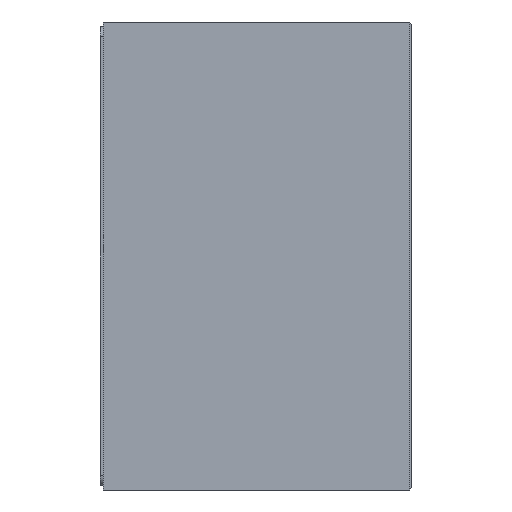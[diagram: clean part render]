
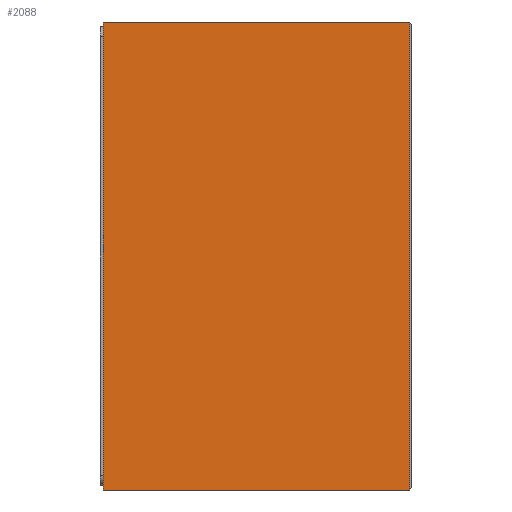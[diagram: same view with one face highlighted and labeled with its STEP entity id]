
A CAD part, left-side view. The second image highlights one B-rep face of the part: STEP entity #2088.
In plain terms, the highlighted planar face has unit normal (-1, 0, 0).
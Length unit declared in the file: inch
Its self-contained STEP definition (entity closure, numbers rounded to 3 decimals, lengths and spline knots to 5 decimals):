
#106 = LINE ( 'NONE', #1429, #808 ) ;
#109 = VECTOR ( 'NONE', #1855, 39.37008 ) ;
#138 = PLANE ( 'NONE',  #3972 ) ;
#370 = EDGE_CURVE ( 'NONE', #3138, #2716, #2542, .T. ) ;
#808 = VECTOR ( 'NONE', #3064, 39.37008 ) ;
#885 = DIRECTION ( 'NONE',  ( 0., -1., 0. ) ) ;
#1071 = EDGE_CURVE ( 'NONE', #2716, #1874, #4015, .T. ) ;
#1195 = VECTOR ( 'NONE', #1350, 39.37008 ) ;
#1291 = CARTESIAN_POINT ( 'NONE',  ( -5.90551, 3.89764, 2.95276 ) ) ;
#1350 = DIRECTION ( 'NONE',  ( 0., 0., 1. ) ) ;
#1429 = CARTESIAN_POINT ( 'NONE',  ( -5.90551, 3.89764, 2.95276 ) ) ;
#1779 = VERTEX_POINT ( 'NONE', #2808 ) ;
#1855 = DIRECTION ( 'NONE',  ( 0., -1., 0. ) ) ;
#1874 = VERTEX_POINT ( 'NONE', #3567 ) ;
#1876 = CARTESIAN_POINT ( 'NONE',  ( -5.90551, 3.89764, -2.95276 ) ) ;
#1990 = EDGE_LOOP ( 'NONE', ( #3310, #3069, #2197, #3541 ) ) ;
#2088 = ADVANCED_FACE ( 'NONE', ( #3087 ), #138, .F. ) ;
#2186 = DIRECTION ( 'NONE',  ( 1., 0., 0. ) ) ;
#2197 = ORIENTED_EDGE ( 'NONE', *, *, #3399, .F. ) ;
#2309 = CARTESIAN_POINT ( 'NONE',  ( -5.90551, 0.03, 2.95276 ) ) ;
#2542 = LINE ( 'NONE', #1876, #109 ) ;
#2716 = VERTEX_POINT ( 'NONE', #4122 ) ;
#2808 = CARTESIAN_POINT ( 'NONE',  ( -5.90551, 3.89764, 2.95276 ) ) ;
#2965 = VECTOR ( 'NONE', #885, 39.37008 ) ;
#3064 = DIRECTION ( 'NONE',  ( 0., 0., 1. ) ) ;
#3069 = ORIENTED_EDGE ( 'NONE', *, *, #1071, .T. ) ;
#3087 = FACE_OUTER_BOUND ( 'NONE', #1990, .T. ) ;
#3138 = VERTEX_POINT ( 'NONE', #4228 ) ;
#3150 = CARTESIAN_POINT ( 'NONE',  ( -5.90551, 3.89764, 2.95276 ) ) ;
#3231 = DIRECTION ( 'NONE',  ( 0., 0., -1. ) ) ;
#3277 = EDGE_CURVE ( 'NONE', #3138, #1779, #106, .T. ) ;
#3310 = ORIENTED_EDGE ( 'NONE', *, *, #370, .T. ) ;
#3399 = EDGE_CURVE ( 'NONE', #1779, #1874, #3590, .T. ) ;
#3541 = ORIENTED_EDGE ( 'NONE', *, *, #3277, .F. ) ;
#3567 = CARTESIAN_POINT ( 'NONE',  ( -5.90551, 0.03, 2.95276 ) ) ;
#3590 = LINE ( 'NONE', #1291, #2965 ) ;
#3972 = AXIS2_PLACEMENT_3D ( 'NONE', #3150, #2186, #3231 ) ;
#4015 = LINE ( 'NONE', #2309, #1195 ) ;
#4122 = CARTESIAN_POINT ( 'NONE',  ( -5.90551, 0.03, -2.95276 ) ) ;
#4228 = CARTESIAN_POINT ( 'NONE',  ( -5.90551, 3.89764, -2.95276 ) ) ;
